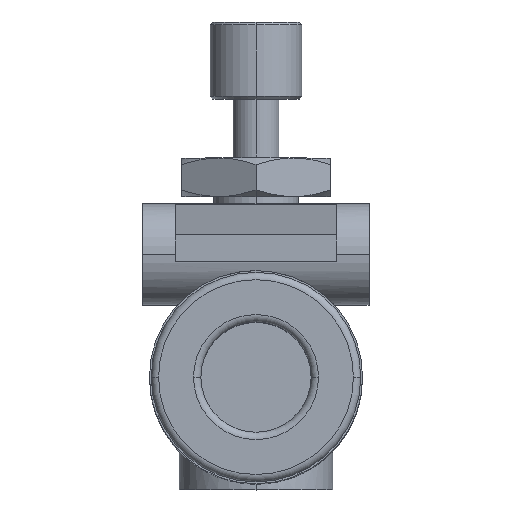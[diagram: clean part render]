
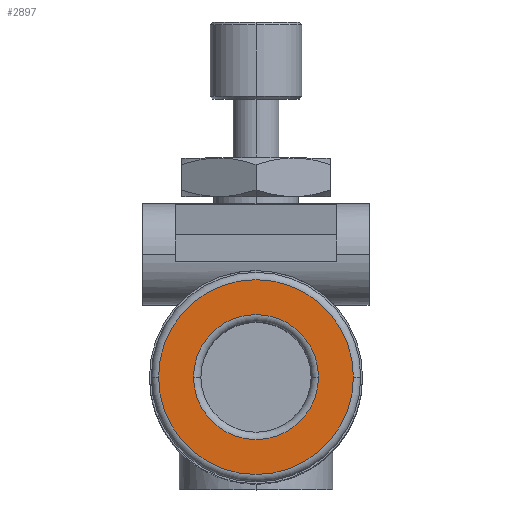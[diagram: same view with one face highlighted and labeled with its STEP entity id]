
A CAD part, top view. The second image highlights one B-rep face of the part: STEP entity #2897.
In plain terms, the highlighted planar face has unit normal (0, 0, 1).
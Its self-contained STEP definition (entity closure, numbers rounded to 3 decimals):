
#100 = VERTEX_POINT ( 'NONE', #1033 ) ;
#119 = EDGE_CURVE ( 'NONE', #124, #100, #978, .T. ) ;
#124 = VERTEX_POINT ( 'NONE', #889 ) ;
#137 = VERTEX_POINT ( 'NONE', #878 ) ;
#140 = EDGE_CURVE ( 'NONE', #137, #485, #855, .T. ) ;
#485 = VERTEX_POINT ( 'NONE', #2005 ) ;
#853 = DIRECTION ( 'NONE',  ( -1., 0., 0. ) ) ;
#854 = DIRECTION ( 'NONE',  ( 0., 0., 1. ) ) ;
#855 = CIRCLE ( 'NONE', #868, 5.3 ) ;
#861 = CARTESIAN_POINT ( 'NONE',  ( 0., 0., 19.75 ) ) ;
#868 = AXIS2_PLACEMENT_3D ( 'NONE', #861, #854, #853 ) ;
#878 = CARTESIAN_POINT ( 'NONE',  ( 5.3, 0., 19.75 ) ) ;
#889 = CARTESIAN_POINT ( 'NONE',  ( -3.4, 0., 19.75 ) ) ;
#973 = DIRECTION ( 'NONE',  ( -1., 0., 0. ) ) ;
#974 = DIRECTION ( 'NONE',  ( 0., 0., -1. ) ) ;
#975 = CARTESIAN_POINT ( 'NONE',  ( 0., 0., 19.75 ) ) ;
#978 = CIRCLE ( 'NONE', #983, 3.4 ) ;
#983 = AXIS2_PLACEMENT_3D ( 'NONE', #975, #974, #973 ) ;
#1033 = CARTESIAN_POINT ( 'NONE',  ( 3.4, 0., 19.75 ) ) ;
#2005 = CARTESIAN_POINT ( 'NONE',  ( -5.3, 0., 19.75 ) ) ;
#2510 = FACE_BOUND ( 'NONE', #2915, .T. ) ;
#2513 = AXIS2_PLACEMENT_3D ( 'NONE', #2658, #2657, #2656 ) ;
#2514 = FACE_OUTER_BOUND ( 'NONE', #2980, .T. ) ;
#2553 = DIRECTION ( 'NONE',  ( -1., 0., 0. ) ) ;
#2554 = DIRECTION ( 'NONE',  ( 0., 0., 1. ) ) ;
#2555 = CARTESIAN_POINT ( 'NONE',  ( 0., 0., 19.75 ) ) ;
#2648 = CIRCLE ( 'NONE', #2666, 5.3 ) ;
#2651 = DIRECTION ( 'NONE',  ( -1., 0., 0. ) ) ;
#2652 = DIRECTION ( 'NONE',  ( 0., 0., -1. ) ) ;
#2653 = CARTESIAN_POINT ( 'NONE',  ( 0., 0., 19.75 ) ) ;
#2654 = CIRCLE ( 'NONE', #2665, 3.4 ) ;
#2656 = DIRECTION ( 'NONE',  ( -1., 0., 0. ) ) ;
#2657 = DIRECTION ( 'NONE',  ( 0., 0., -1. ) ) ;
#2658 = CARTESIAN_POINT ( 'NONE',  ( 0., 5.7, 19.75 ) ) ;
#2665 = AXIS2_PLACEMENT_3D ( 'NONE', #2653, #2652, #2651 ) ;
#2666 = AXIS2_PLACEMENT_3D ( 'NONE', #2555, #2554, #2553 ) ;
#2667 = PLANE ( 'NONE',  #2513 ) ;
#2897 = ADVANCED_FACE ( 'NONE', ( #2510, #2514 ), #2667, .F. ) ;
#2898 = EDGE_CURVE ( 'NONE', #100, #124, #2654, .T. ) ;
#2899 = EDGE_CURVE ( 'NONE', #485, #137, #2648, .T. ) ;
#2903 = ORIENTED_EDGE ( 'NONE', *, *, #140, .T. ) ;
#2915 = EDGE_LOOP ( 'NONE', ( #3025, #2979 ) ) ;
#2979 = ORIENTED_EDGE ( 'NONE', *, *, #2898, .T. ) ;
#2980 = EDGE_LOOP ( 'NONE', ( #2982, #2903 ) ) ;
#2982 = ORIENTED_EDGE ( 'NONE', *, *, #2899, .T. ) ;
#3025 = ORIENTED_EDGE ( 'NONE', *, *, #119, .T. ) ;
